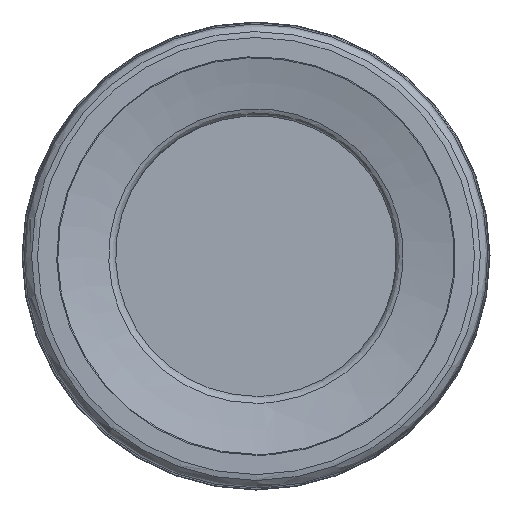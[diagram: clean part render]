
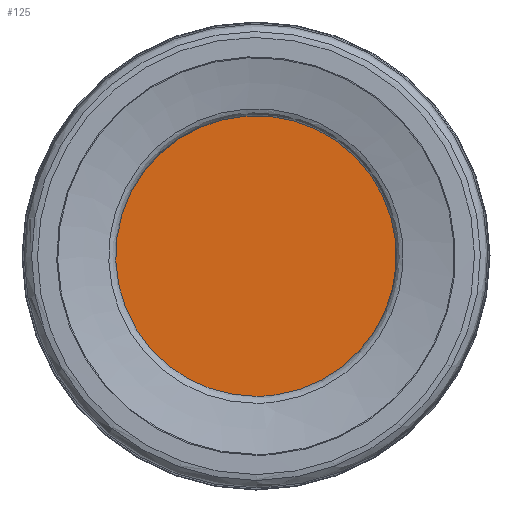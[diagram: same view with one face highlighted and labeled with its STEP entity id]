
A CAD part, left-side view. The second image highlights one B-rep face of the part: STEP entity #125.
In plain terms, the highlighted planar face has unit normal (-1, 0, 0).
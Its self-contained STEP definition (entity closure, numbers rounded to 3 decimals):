
#107=PLANE('',#476);
#110=FACE_OUTER_BOUND('',#235,.T.);
#125=ADVANCED_FACE('',(#110),#107,.F.);
#235=EDGE_LOOP('',(#303));
#303=ORIENTED_EDGE('',*,*,#400,.T.);
#366=VERTEX_POINT('',#654);
#400=EDGE_CURVE('',#366,#366,#434,.T.);
#434=CIRCLE('',#475,10.531);
#475=AXIS2_PLACEMENT_3D('',#653,#538,#539);
#476=AXIS2_PLACEMENT_3D('',#655,#540,#541);
#538=DIRECTION('',(-1.,0.,0.));
#539=DIRECTION('',(0.,0.,-1.));
#540=DIRECTION('',(1.,0.,0.));
#541=DIRECTION('',(0.,0.,-1.));
#653=CARTESIAN_POINT('',(2.,0.,0.));
#654=CARTESIAN_POINT('',(2.,0.,-10.531));
#655=CARTESIAN_POINT('',(2.,0.,0.));
